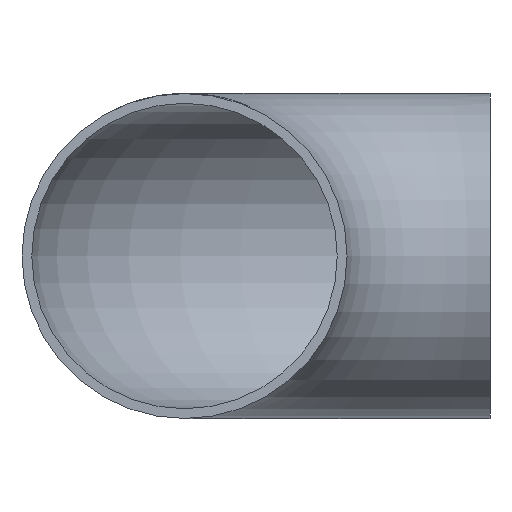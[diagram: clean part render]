
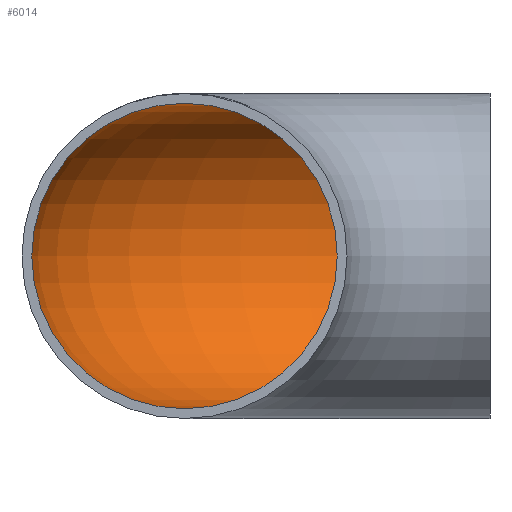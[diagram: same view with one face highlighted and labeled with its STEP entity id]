
A CAD part, front view. The second image highlights one B-rep face of the part: STEP entity #6014.
In plain terms, the highlighted toroidal (fillet/blend) face has major radius 125 mm and minor radius 62.5 mm.
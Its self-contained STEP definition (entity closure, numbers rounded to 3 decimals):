
#328 = DIRECTION ( 'NONE',  ( 0., 1., 0. ) ) ;
#1396 = EDGE_CURVE ( 'NONE', #1758, #1758, #4188, .T. ) ;
#1431 = CARTESIAN_POINT ( 'NONE',  ( 0., 187.5, 0. ) ) ;
#1758 = VERTEX_POINT ( 'NONE', #20557 ) ;
#1796 = AXIS2_PLACEMENT_3D ( 'NONE', #3440, #10411, #17634 ) ;
#2363 = EDGE_CURVE ( 'NONE', #13899, #13899, #8569, .T. ) ;
#2508 = ORIENTED_EDGE ( 'NONE', *, *, #2363, .T. ) ;
#3153 = CARTESIAN_POINT ( 'NONE',  ( -125., 0., 0. ) ) ;
#3440 = CARTESIAN_POINT ( 'NONE',  ( 0., 0., 0. ) ) ;
#4188 = CIRCLE ( 'NONE', #9265, 62.5 ) ;
#4369 = TOROIDAL_SURFACE ( 'NONE', #1796, 125., 62.5 ) ;
#4570 = AXIS2_PLACEMENT_3D ( 'NONE', #7631, #12676, #328 ) ;
#5225 = ORIENTED_EDGE ( 'NONE', *, *, #1396, .F. ) ;
#6014 = ADVANCED_FACE ( 'NONE', ( #12138, #15457 ), #4369, .F. ) ;
#7522 = EDGE_LOOP ( 'NONE', ( #5225 ) ) ;
#7631 = CARTESIAN_POINT ( 'NONE',  ( 0., 125., 0. ) ) ;
#8569 = CIRCLE ( 'NONE', #4570, 62.5 ) ;
#9265 = AXIS2_PLACEMENT_3D ( 'NONE', #3153, #11610, #15390 ) ;
#10411 = DIRECTION ( 'NONE',  ( 0., 0., -1. ) ) ;
#11348 = EDGE_LOOP ( 'NONE', ( #2508 ) ) ;
#11610 = DIRECTION ( 'NONE',  ( 0., 1., 0. ) ) ;
#12138 = FACE_OUTER_BOUND ( 'NONE', #11348, .T. ) ;
#12676 = DIRECTION ( 'NONE',  ( 1., 0., 0. ) ) ;
#13899 = VERTEX_POINT ( 'NONE', #1431 ) ;
#15390 = DIRECTION ( 'NONE',  ( 0., 0., 1. ) ) ;
#15457 = FACE_OUTER_BOUND ( 'NONE', #7522, .T. ) ;
#17634 = DIRECTION ( 'NONE',  ( -1., 0., 0. ) ) ;
#20557 = CARTESIAN_POINT ( 'NONE',  ( -125., 0., 62.5 ) ) ;
